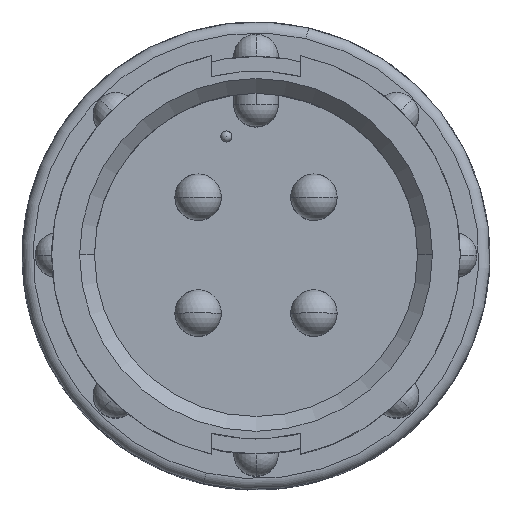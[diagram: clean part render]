
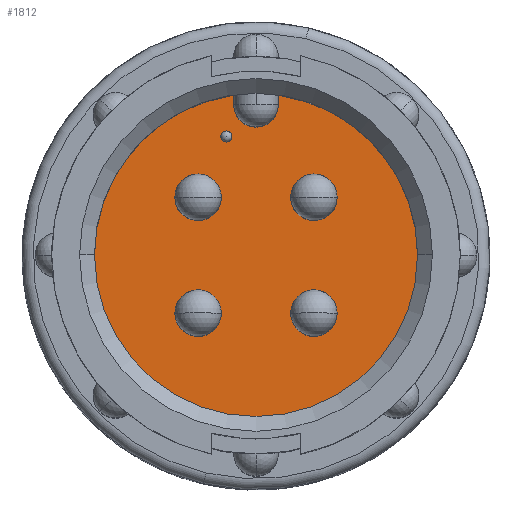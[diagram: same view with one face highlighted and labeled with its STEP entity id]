
A CAD part, top view. The second image highlights one B-rep face of the part: STEP entity #1812.
In plain terms, the highlighted planar face has unit normal (0, 0, 1).
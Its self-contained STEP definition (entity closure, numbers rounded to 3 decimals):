
#18 = ORIENTED_EDGE ( 'NONE', *, *, #8102, .F. ) ;
#43 = DIRECTION ( 'NONE',  ( 1., 0., 0. ) ) ;
#73 = CARTESIAN_POINT ( 'NONE',  ( -5.524, 0., -8.382 ) ) ;
#98 = AXIS2_PLACEMENT_3D ( 'NONE', #7505, #6681, #9026 ) ;
#117 = VERTEX_POINT ( 'NONE', #3443 ) ;
#198 = DIRECTION ( 'NONE',  ( 0., 0., 1. ) ) ;
#269 = CARTESIAN_POINT ( 'NONE',  ( 5.524, 0., -8.382 ) ) ;
#414 = DIRECTION ( 'NONE',  ( 0., 0., 1. ) ) ;
#455 = ORIENTED_EDGE ( 'NONE', *, *, #5097, .T. ) ;
#476 = DIRECTION ( 'NONE',  ( 0., 0., -1. ) ) ;
#491 = EDGE_CURVE ( 'NONE', #8822, #6340, #2605, .T. ) ;
#496 = ORIENTED_EDGE ( 'NONE', *, *, #9607, .T. ) ;
#771 = ORIENTED_EDGE ( 'NONE', *, *, #3737, .F. ) ;
#947 = ORIENTED_EDGE ( 'NONE', *, *, #8586, .F. ) ;
#951 = AXIS2_PLACEMENT_3D ( 'NONE', #7850, #9377, #9315 ) ;
#1007 = VERTEX_POINT ( 'NONE', #269 ) ;
#1090 = AXIS2_PLACEMENT_3D ( 'NONE', #5209, #8350, #1303 ) ;
#1094 = DIRECTION ( 'NONE',  ( 0., 0., -1. ) ) ;
#1107 = EDGE_CURVE ( 'NONE', #1247, #9822, #1997, .T. ) ;
#1186 = CARTESIAN_POINT ( 'NONE',  ( 2.775, -1.981, -8.382 ) ) ;
#1247 = VERTEX_POINT ( 'NONE', #9157 ) ;
#1266 = AXIS2_PLACEMENT_3D ( 'NONE', #8595, #3909, #7101 ) ;
#1303 = DIRECTION ( 'NONE',  ( 1., 0., 0. ) ) ;
#1324 = DIRECTION ( 'NONE',  ( 0., 0., 1. ) ) ;
#1474 = EDGE_LOOP ( 'NONE', ( #8428, #8830 ) ) ;
#1513 = CARTESIAN_POINT ( 'NONE',  ( 0.762, 5.472, -8.382 ) ) ;
#1592 = EDGE_CURVE ( 'NONE', #6833, #3849, #3622, .T. ) ;
#1604 = AXIS2_PLACEMENT_3D ( 'NONE', #9550, #198, #4068 ) ;
#1739 = EDGE_CURVE ( 'NONE', #6845, #7327, #7762, .T. ) ;
#1798 = DIRECTION ( 'NONE',  ( 1., 0., 0. ) ) ;
#1812 = ADVANCED_FACE ( 'NONE', ( #3164, #2393, #6287, #6915, #10069, #7726 ), #10119, .F. ) ;
#1880 = DIRECTION ( 'NONE',  ( 0., -1., 0. ) ) ;
#1997 = CIRCLE ( 'NONE', #5451, 0.794 ) ;
#2180 = CARTESIAN_POINT ( 'NONE',  ( -1.981, -1.981, -8.382 ) ) ;
#2219 = VERTEX_POINT ( 'NONE', #1513 ) ;
#2234 = CARTESIAN_POINT ( 'NONE',  ( 0., 0., -8.382 ) ) ;
#2330 = EDGE_LOOP ( 'NONE', ( #6231, #4712 ) ) ;
#2393 = FACE_BOUND ( 'NONE', #6505, .T. ) ;
#2406 = AXIS2_PLACEMENT_3D ( 'NONE', #10096, #1324, #3028 ) ;
#2482 = EDGE_CURVE ( 'NONE', #3954, #2667, #8642, .T. ) ;
#2570 = DIRECTION ( 'NONE',  ( 0., 0., -1. ) ) ;
#2605 = CIRCLE ( 'NONE', #3581, 0.762 ) ;
#2667 = VERTEX_POINT ( 'NONE', #4891 ) ;
#2897 = DIRECTION ( 'NONE',  ( 1., 0., 0. ) ) ;
#2998 = DIRECTION ( 'NONE',  ( 0., 0., -1. ) ) ;
#3000 = EDGE_CURVE ( 'NONE', #9443, #8568, #9799, .T. ) ;
#3028 = DIRECTION ( 'NONE',  ( 1., 0., 0. ) ) ;
#3164 = FACE_OUTER_BOUND ( 'NONE', #4627, .T. ) ;
#3225 = AXIS2_PLACEMENT_3D ( 'NONE', #6694, #6171, #10058 ) ;
#3313 = AXIS2_PLACEMENT_3D ( 'NONE', #2180, #3719, #5975 ) ;
#3411 = CIRCLE ( 'NONE', #951, 0.794 ) ;
#3443 = CARTESIAN_POINT ( 'NONE',  ( -1.207, 4.064, -8.382 ) ) ;
#3555 = DIRECTION ( 'NONE',  ( 1., 0., 0. ) ) ;
#3581 = AXIS2_PLACEMENT_3D ( 'NONE', #4924, #4195, #1798 ) ;
#3622 = CIRCLE ( 'NONE', #9410, 0.794 ) ;
#3717 = AXIS2_PLACEMENT_3D ( 'NONE', #7104, #2570, #43 ) ;
#3719 = DIRECTION ( 'NONE',  ( 0., 0., -1. ) ) ;
#3724 = CARTESIAN_POINT ( 'NONE',  ( 0.762, 5.144, -8.382 ) ) ;
#3737 = EDGE_CURVE ( 'NONE', #5244, #117, #10153, .T. ) ;
#3849 = VERTEX_POINT ( 'NONE', #8267 ) ;
#3909 = DIRECTION ( 'NONE',  ( 0., 0., -1. ) ) ;
#3954 = VERTEX_POINT ( 'NONE', #6838 ) ;
#4068 = DIRECTION ( 'NONE',  ( -1., 0., 0. ) ) ;
#4080 = AXIS2_PLACEMENT_3D ( 'NONE', #9701, #414, #3555 ) ;
#4195 = DIRECTION ( 'NONE',  ( 0., 0., 1. ) ) ;
#4196 = EDGE_CURVE ( 'NONE', #9822, #1247, #5027, .T. ) ;
#4287 = CARTESIAN_POINT ( 'NONE',  ( -0.762, 5.143, -8.382 ) ) ;
#4601 = DIRECTION ( 'NONE',  ( 0., 1., 0. ) ) ;
#4627 = EDGE_LOOP ( 'NONE', ( #947, #7408, #455, #10005, #5403, #6658 ) ) ;
#4712 = ORIENTED_EDGE ( 'NONE', *, *, #1107, .T. ) ;
#4787 = DIRECTION ( 'NONE',  ( 1., 0., 0. ) ) ;
#4891 = CARTESIAN_POINT ( 'NONE',  ( -2.775, 1.981, -8.382 ) ) ;
#4924 = CARTESIAN_POINT ( 'NONE',  ( 0., 5.143, -8.382 ) ) ;
#5027 = CIRCLE ( 'NONE', #3717, 0.794 ) ;
#5044 = CIRCLE ( 'NONE', #1266, 0.794 ) ;
#5097 = EDGE_CURVE ( 'NONE', #8568, #1007, #5530, .T. ) ;
#5209 = CARTESIAN_POINT ( 'NONE',  ( 0., 0., -8.382 ) ) ;
#5244 = VERTEX_POINT ( 'NONE', #5497 ) ;
#5292 = EDGE_CURVE ( 'NONE', #2667, #3954, #5044, .T. ) ;
#5403 = ORIENTED_EDGE ( 'NONE', *, *, #8903, .F. ) ;
#5451 = AXIS2_PLACEMENT_3D ( 'NONE', #6027, #476, #2897 ) ;
#5475 = EDGE_LOOP ( 'NONE', ( #9664, #496 ) ) ;
#5497 = CARTESIAN_POINT ( 'NONE',  ( -0.826, 4.064, -8.382 ) ) ;
#5530 = CIRCLE ( 'NONE', #1090, 5.524 ) ;
#5538 = CIRCLE ( 'NONE', #1604, 0.19 ) ;
#5547 = VECTOR ( 'NONE', #4601, 1000. ) ;
#5731 = CARTESIAN_POINT ( 'NONE',  ( -0.762, 5.144, -8.382 ) ) ;
#5975 = DIRECTION ( 'NONE',  ( 1., 0., 0. ) ) ;
#6027 = CARTESIAN_POINT ( 'NONE',  ( 1.981, -1.981, -8.382 ) ) ;
#6171 = DIRECTION ( 'NONE',  ( 0., 0., -1. ) ) ;
#6231 = ORIENTED_EDGE ( 'NONE', *, *, #4196, .T. ) ;
#6287 = FACE_BOUND ( 'NONE', #2330, .T. ) ;
#6340 = VERTEX_POINT ( 'NONE', #9624 ) ;
#6357 = LINE ( 'NONE', #5731, #8684 ) ;
#6378 = DIRECTION ( 'NONE',  ( 0., 0., -1. ) ) ;
#6401 = CARTESIAN_POINT ( 'NONE',  ( 1.981, 1.981, -8.382 ) ) ;
#6505 = EDGE_LOOP ( 'NONE', ( #18, #771 ) ) ;
#6658 = ORIENTED_EDGE ( 'NONE', *, *, #491, .F. ) ;
#6681 = DIRECTION ( 'NONE',  ( 0., 0., 1. ) ) ;
#6694 = CARTESIAN_POINT ( 'NONE',  ( -1.981, 1.981, -8.382 ) ) ;
#6833 = VERTEX_POINT ( 'NONE', #7379 ) ;
#6838 = CARTESIAN_POINT ( 'NONE',  ( -1.187, 1.981, -8.382 ) ) ;
#6845 = VERTEX_POINT ( 'NONE', #8999 ) ;
#6915 = FACE_BOUND ( 'NONE', #5475, .T. ) ;
#7021 = LINE ( 'NONE', #3724, #5547 ) ;
#7101 = DIRECTION ( 'NONE',  ( 1., 0., 0. ) ) ;
#7104 = CARTESIAN_POINT ( 'NONE',  ( 1.981, -1.981, -8.382 ) ) ;
#7327 = VERTEX_POINT ( 'NONE', #9763 ) ;
#7338 = ORIENTED_EDGE ( 'NONE', *, *, #1739, .T. ) ;
#7379 = CARTESIAN_POINT ( 'NONE',  ( 2.775, 1.981, -8.382 ) ) ;
#7408 = ORIENTED_EDGE ( 'NONE', *, *, #3000, .T. ) ;
#7505 = CARTESIAN_POINT ( 'NONE',  ( -1.016, 4.064, -8.382 ) ) ;
#7680 = AXIS2_PLACEMENT_3D ( 'NONE', #9442, #6378, #4787 ) ;
#7726 = FACE_BOUND ( 'NONE', #9299, .T. ) ;
#7762 = CIRCLE ( 'NONE', #3313, 0.794 ) ;
#7850 = CARTESIAN_POINT ( 'NONE',  ( -1.981, -1.981, -8.382 ) ) ;
#8102 = EDGE_CURVE ( 'NONE', #117, #5244, #5538, .T. ) ;
#8176 = CIRCLE ( 'NONE', #4080, 5.524 ) ;
#8267 = CARTESIAN_POINT ( 'NONE',  ( 1.187, 1.981, -8.382 ) ) ;
#8350 = DIRECTION ( 'NONE',  ( 0., 0., 1. ) ) ;
#8428 = ORIENTED_EDGE ( 'NONE', *, *, #2482, .T. ) ;
#8480 = EDGE_CURVE ( 'NONE', #7327, #6845, #3411, .T. ) ;
#8565 = AXIS2_PLACEMENT_3D ( 'NONE', #2234, #2998, #9459 ) ;
#8568 = VERTEX_POINT ( 'NONE', #73 ) ;
#8586 = EDGE_CURVE ( 'NONE', #9443, #8822, #6357, .T. ) ;
#8595 = CARTESIAN_POINT ( 'NONE',  ( -1.981, 1.981, -8.382 ) ) ;
#8599 = CARTESIAN_POINT ( 'NONE',  ( -0.762, 5.472, -8.382 ) ) ;
#8642 = CIRCLE ( 'NONE', #3225, 0.794 ) ;
#8684 = VECTOR ( 'NONE', #1880, 1000. ) ;
#8822 = VERTEX_POINT ( 'NONE', #4287 ) ;
#8830 = ORIENTED_EDGE ( 'NONE', *, *, #5292, .T. ) ;
#8903 = EDGE_CURVE ( 'NONE', #6340, #2219, #7021, .T. ) ;
#8999 = CARTESIAN_POINT ( 'NONE',  ( -1.187, -1.981, -8.382 ) ) ;
#9026 = DIRECTION ( 'NONE',  ( -1., 0., 0. ) ) ;
#9157 = CARTESIAN_POINT ( 'NONE',  ( 1.187, -1.981, -8.382 ) ) ;
#9265 = ORIENTED_EDGE ( 'NONE', *, *, #8480, .T. ) ;
#9299 = EDGE_LOOP ( 'NONE', ( #7338, #9265 ) ) ;
#9315 = DIRECTION ( 'NONE',  ( 1., 0., 0. ) ) ;
#9377 = DIRECTION ( 'NONE',  ( 0., 0., -1. ) ) ;
#9410 = AXIS2_PLACEMENT_3D ( 'NONE', #6401, #1094, #9564 ) ;
#9442 = CARTESIAN_POINT ( 'NONE',  ( 1.981, 1.981, -8.382 ) ) ;
#9443 = VERTEX_POINT ( 'NONE', #8599 ) ;
#9459 = DIRECTION ( 'NONE',  ( -1., 0., 0. ) ) ;
#9530 = CIRCLE ( 'NONE', #7680, 0.794 ) ;
#9550 = CARTESIAN_POINT ( 'NONE',  ( -1.016, 4.064, -8.382 ) ) ;
#9564 = DIRECTION ( 'NONE',  ( 1., 0., 0. ) ) ;
#9607 = EDGE_CURVE ( 'NONE', #3849, #6833, #9530, .T. ) ;
#9624 = CARTESIAN_POINT ( 'NONE',  ( 0.762, 5.144, -8.382 ) ) ;
#9664 = ORIENTED_EDGE ( 'NONE', *, *, #1592, .T. ) ;
#9701 = CARTESIAN_POINT ( 'NONE',  ( 0., 0., -8.382 ) ) ;
#9763 = CARTESIAN_POINT ( 'NONE',  ( -2.775, -1.981, -8.382 ) ) ;
#9799 = CIRCLE ( 'NONE', #2406, 5.524 ) ;
#9822 = VERTEX_POINT ( 'NONE', #1186 ) ;
#9886 = EDGE_CURVE ( 'NONE', #1007, #2219, #8176, .T. ) ;
#10005 = ORIENTED_EDGE ( 'NONE', *, *, #9886, .T. ) ;
#10058 = DIRECTION ( 'NONE',  ( 1., 0., 0. ) ) ;
#10069 = FACE_BOUND ( 'NONE', #1474, .T. ) ;
#10096 = CARTESIAN_POINT ( 'NONE',  ( 0., 0., -8.382 ) ) ;
#10119 = PLANE ( 'NONE',  #8565 ) ;
#10153 = CIRCLE ( 'NONE', #98, 0.19 ) ;
